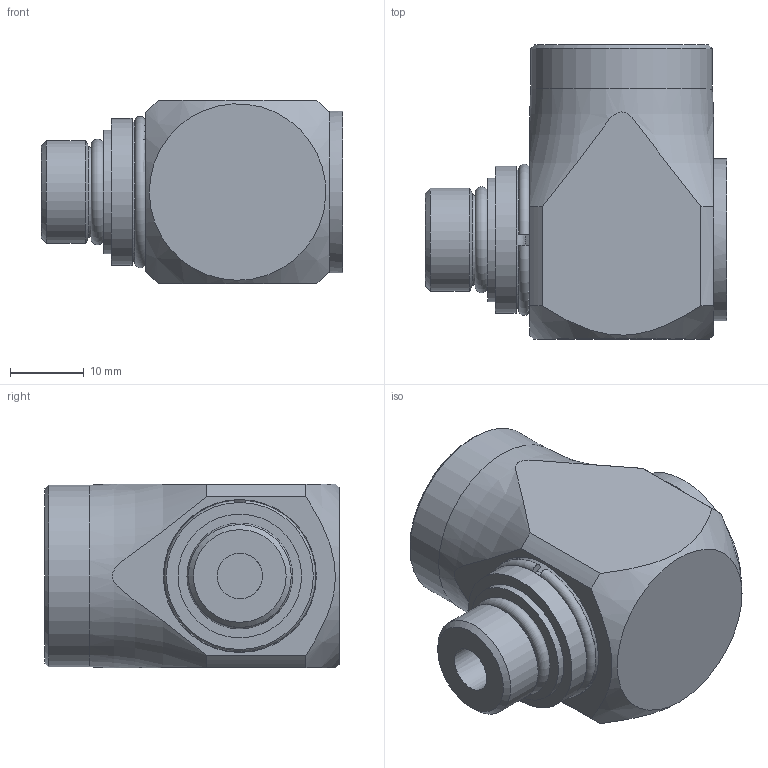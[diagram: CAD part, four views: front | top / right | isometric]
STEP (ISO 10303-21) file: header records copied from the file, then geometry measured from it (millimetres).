
FILE_DESCRIPTION(/* description */ ('Unknown'),/* implementation_level */ '2;1');
FILE_NAME(/* name */ '200164355',/* time_stamp */ '2020-09-30T07:15:11+02:00',/* author */ ('Unknown'),/* organization */ ('Unknown'),/* preprocessor_version */ 'ST-DEVELOPER v16.7',/* originating_system */ 'Solid Edge',/* authorisation */ 'Unknown');
FILE_SCHEMA (('AUTOMOTIVE_DESIGN {1 0 10303 214 3 1 1}'));
Length unit declared in the file: millimetre
Products named in the file (1): Part1
Bounding box: 41 x 40 x 25 mm (x, y, z)
Volume: 23069.6 mm3; surface area: 6831.6 mm2
Topology: 1 solids, 1 shells, 70 faces, 166 edges, 107 vertices
Faces by surface type: plane 39, cylinder 15, cone 11, torus 5
Full cylindrical faces by diameter (mm): 6.2 x1, 13 x2, 14 x1, 14.7 x2, 16.8 x1, 20 x2, 22 x1, 24.7 x1
Entity records: 2426 total; most frequent: CARTESIAN_POINT 474, DIRECTION 304, ORIENTED_EDGE 256, AXIS2_PLACEMENT_3D 131, EDGE_CURVE 128, EDGE_LOOP 105, FACE_BOUND 105, VERTEX_POINT 95
